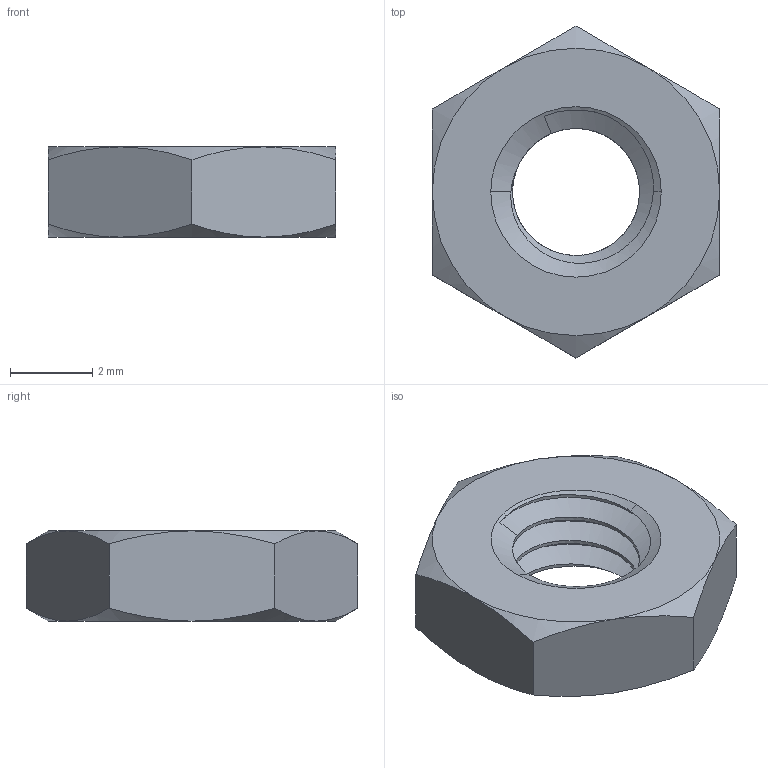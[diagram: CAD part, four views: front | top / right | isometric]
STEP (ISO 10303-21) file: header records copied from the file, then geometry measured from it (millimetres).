
FILE_DESCRIPTION (( 'STEP AP203' ), '1' );
FILE_NAME ('94168A111_Low-Strength steel Thin Hex Nut.STEP', '2021-07-07T00:55:20', ( 'Administrator' ), ( 'Managed by Terraform' ), 'SwSTEP 2.0', 'SolidWorks 2017', '' );
FILE_SCHEMA (( 'CONFIG_CONTROL_DESIGN' ));
Length unit declared in the file: millimetre
Products named in the file (1): 94168A111_Low-Strength steel Thin Hex Nut
Bounding box: 7 x 8.08 x 2.2 mm (x, y, z)
Volume: 69.9 mm3; surface area: 151.8 mm2
Topology: 1 solids, 1 shells, 34 faces, 84 edges, 52 vertices
Faces by surface type: cone 16, plane 8, cylinder 7, bspline 3
Entity records: 1616 total; most frequent: CARTESIAN_POINT 846, ORIENTED_EDGE 168, DIRECTION 116, EDGE_CURVE 84, VERTEX_POINT 52, AXIS2_PLACEMENT_3D 50, EDGE_LOOP 36, FACE_OUTER_BOUND 34
